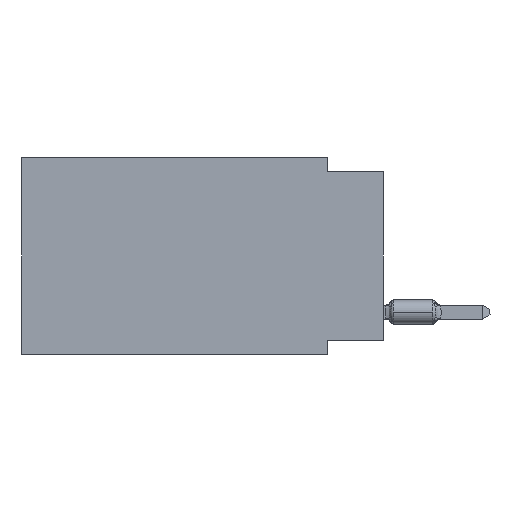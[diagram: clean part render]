
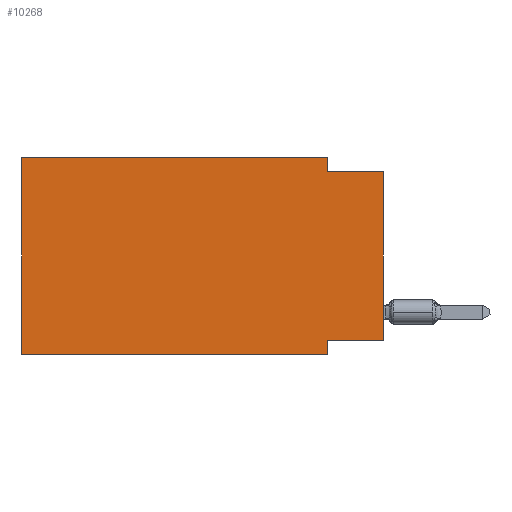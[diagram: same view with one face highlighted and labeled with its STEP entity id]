
A CAD part, left-side view. The second image highlights one B-rep face of the part: STEP entity #10268.
In plain terms, the highlighted planar face has unit normal (-1, 0, 0).
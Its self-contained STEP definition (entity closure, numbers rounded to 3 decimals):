
#106 = CARTESIAN_POINT ( 'NONE',  ( 0., 2.54, -0.635 ) ) ;
#220 = CARTESIAN_POINT ( 'NONE',  ( 0., 0., -8.255 ) ) ;
#380 = CARTESIAN_POINT ( 'NONE',  ( 0., 16.383, 0. ) ) ;
#645 = LINE ( 'NONE', #9892, #24189 ) ;
#940 = VECTOR ( 'NONE', #3103, 1000. ) ;
#1176 = EDGE_CURVE ( 'NONE', #11649, #16830, #5199, .T. ) ;
#1191 = CARTESIAN_POINT ( 'NONE',  ( 0., 0., -0.635 ) ) ;
#1272 = CARTESIAN_POINT ( 'NONE',  ( 0., 16.383, -8.89 ) ) ;
#1698 = DIRECTION ( 'NONE',  ( 0., -1., 0. ) ) ;
#2889 = VECTOR ( 'NONE', #21328, 1000. ) ;
#3103 = DIRECTION ( 'NONE',  ( 0., -1., 0. ) ) ;
#3421 = LINE ( 'NONE', #10530, #940 ) ;
#4321 = CARTESIAN_POINT ( 'NONE',  ( 0., 0., -8.255 ) ) ;
#4474 = EDGE_CURVE ( 'NONE', #11649, #21040, #645, .T. ) ;
#4887 = ORIENTED_EDGE ( 'NONE', *, *, #4474, .T. ) ;
#5199 = LINE ( 'NONE', #220, #8765 ) ;
#6901 = ORIENTED_EDGE ( 'NONE', *, *, #22332, .F. ) ;
#7958 = LINE ( 'NONE', #19781, #26513 ) ;
#8254 = DIRECTION ( 'NONE',  ( 0., -1., 0. ) ) ;
#8695 = ORIENTED_EDGE ( 'NONE', *, *, #27629, .T. ) ;
#8765 = VECTOR ( 'NONE', #19025, 1000. ) ;
#9624 = LINE ( 'NONE', #21477, #2889 ) ;
#9648 = EDGE_CURVE ( 'NONE', #21260, #21040, #24325, .T. ) ;
#9892 = CARTESIAN_POINT ( 'NONE',  ( 0., 0., 0. ) ) ;
#9968 = CARTESIAN_POINT ( 'NONE',  ( 0., 2.54, -8.89 ) ) ;
#10268 = ADVANCED_FACE ( 'NONE', ( #18733 ), #11915, .F. ) ;
#10530 = CARTESIAN_POINT ( 'NONE',  ( 0., 16.383, 0. ) ) ;
#11649 = VERTEX_POINT ( 'NONE', #4321 ) ;
#11915 = PLANE ( 'NONE',  #18979 ) ;
#13245 = EDGE_LOOP ( 'NONE', ( #4887, #21879, #27919, #24746, #14409, #8695, #6901, #29348 ) ) ;
#13307 = CARTESIAN_POINT ( 'NONE',  ( 0., 2.54, -8.255 ) ) ;
#13428 = VERTEX_POINT ( 'NONE', #18317 ) ;
#14409 = ORIENTED_EDGE ( 'NONE', *, *, #18017, .F. ) ;
#14604 = VECTOR ( 'NONE', #1698, 1000. ) ;
#16152 = LINE ( 'NONE', #29790, #18374 ) ;
#16830 = VERTEX_POINT ( 'NONE', #13307 ) ;
#16912 = DIRECTION ( 'NONE',  ( 0., 0., -1. ) ) ;
#17294 = EDGE_CURVE ( 'NONE', #20153, #21260, #16152, .T. ) ;
#18017 = EDGE_CURVE ( 'NONE', #13428, #29507, #9624, .T. ) ;
#18317 = CARTESIAN_POINT ( 'NONE',  ( 0., 16.383, -8.89 ) ) ;
#18374 = VECTOR ( 'NONE', #20694, 1000. ) ;
#18733 = FACE_OUTER_BOUND ( 'NONE', #13245, .T. ) ;
#18979 = AXIS2_PLACEMENT_3D ( 'NONE', #380, #28148, #21166 ) ;
#19025 = DIRECTION ( 'NONE',  ( 0., 1., 0. ) ) ;
#19781 = CARTESIAN_POINT ( 'NONE',  ( 0., 2.54, -8.89 ) ) ;
#20153 = VERTEX_POINT ( 'NONE', #23712 ) ;
#20694 = DIRECTION ( 'NONE',  ( 0., 0., -1. ) ) ;
#21023 = VERTEX_POINT ( 'NONE', #9968 ) ;
#21040 = VERTEX_POINT ( 'NONE', #1191 ) ;
#21166 = DIRECTION ( 'NONE',  ( 0., 0., -1. ) ) ;
#21260 = VERTEX_POINT ( 'NONE', #106 ) ;
#21328 = DIRECTION ( 'NONE',  ( 0., 0., 1. ) ) ;
#21477 = CARTESIAN_POINT ( 'NONE',  ( 0., 16.383, 0. ) ) ;
#21618 = EDGE_CURVE ( 'NONE', #29507, #20153, #3421, .T. ) ;
#21879 = ORIENTED_EDGE ( 'NONE', *, *, #9648, .F. ) ;
#22332 = EDGE_CURVE ( 'NONE', #16830, #21023, #7958, .T. ) ;
#22491 = CARTESIAN_POINT ( 'NONE',  ( 0., 0., -0.635 ) ) ;
#23712 = CARTESIAN_POINT ( 'NONE',  ( 0., 2.54, 0. ) ) ;
#23923 = CARTESIAN_POINT ( 'NONE',  ( 0., 16.383, 0. ) ) ;
#24189 = VECTOR ( 'NONE', #26130, 1000. ) ;
#24313 = VECTOR ( 'NONE', #8254, 1000. ) ;
#24325 = LINE ( 'NONE', #22491, #14604 ) ;
#24746 = ORIENTED_EDGE ( 'NONE', *, *, #21618, .F. ) ;
#26130 = DIRECTION ( 'NONE',  ( 0., 0., 1. ) ) ;
#26513 = VECTOR ( 'NONE', #16912, 1000. ) ;
#27629 = EDGE_CURVE ( 'NONE', #13428, #21023, #29026, .T. ) ;
#27919 = ORIENTED_EDGE ( 'NONE', *, *, #17294, .F. ) ;
#28148 = DIRECTION ( 'NONE',  ( 1., 0., 0. ) ) ;
#29026 = LINE ( 'NONE', #1272, #24313 ) ;
#29348 = ORIENTED_EDGE ( 'NONE', *, *, #1176, .F. ) ;
#29507 = VERTEX_POINT ( 'NONE', #23923 ) ;
#29790 = CARTESIAN_POINT ( 'NONE',  ( 0., 2.54, 0. ) ) ;
